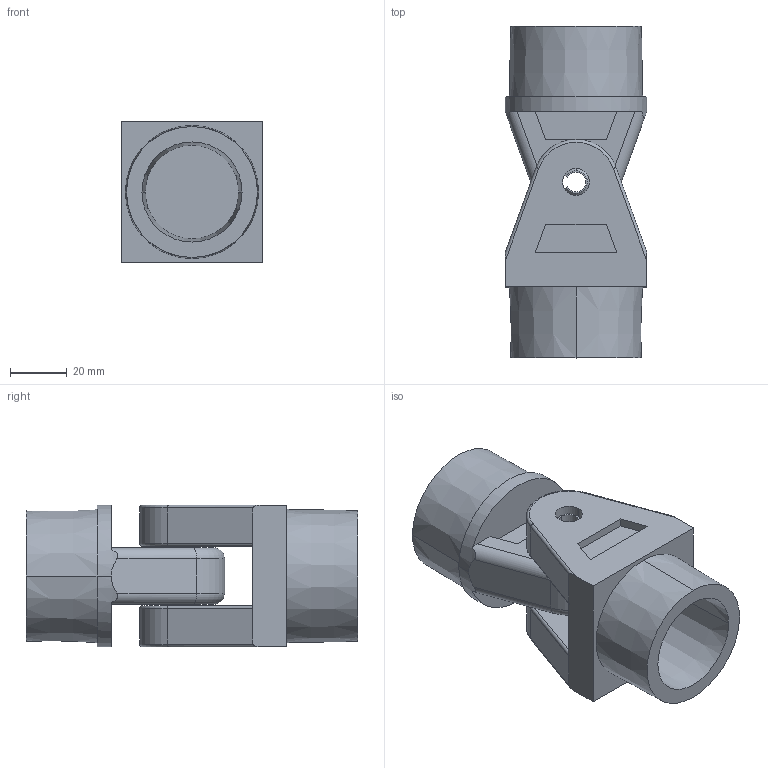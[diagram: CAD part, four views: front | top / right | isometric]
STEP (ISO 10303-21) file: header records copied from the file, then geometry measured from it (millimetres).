
FILE_DESCRIPTION (( 'STEP AP203' ), '1' );
FILE_NAME ('T58730.STEP', '2018-08-10T13:55:32', ( '' ), ( '' ), 'SwSTEP 2.0', 'SolidWorks 2016', '' );
FILE_SCHEMA (( 'CONFIG_CONTROL_DESIGN' ));
Length unit declared in the file: millimetre
Products named in the file (4): T58730; T58745; F790; T58750
Assembly tree (3 placements, depth 2):
  T58730
    T58745
    T58750
    F790
Bounding box: 50 x 117 x 50 mm (x, y, z)
Volume: 134095.9 mm3; surface area: 39546.2 mm2
Topology: 3 solids, 3 shells, 96 faces, 232 edges, 148 vertices
Faces by surface type: plane 45, cylinder 29, cone 14, torus 8
Entity records: 3278 total; most frequent: CARTESIAN_POINT 594, DIRECTION 496, ORIENTED_EDGE 464, EDGE_CURVE 232, AXIS2_PLACEMENT_3D 182, VERTEX_POINT 148, LINE 132, VECTOR 132
